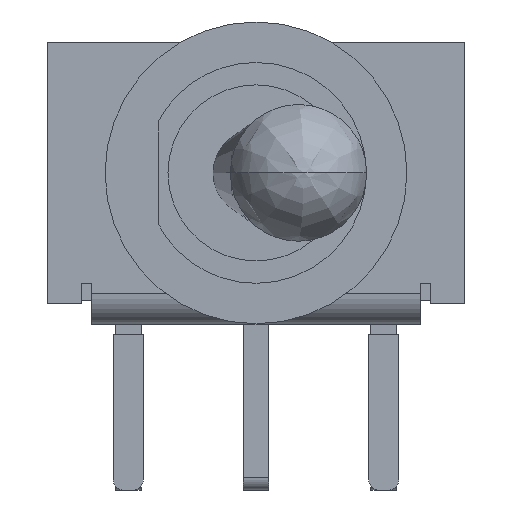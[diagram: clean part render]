
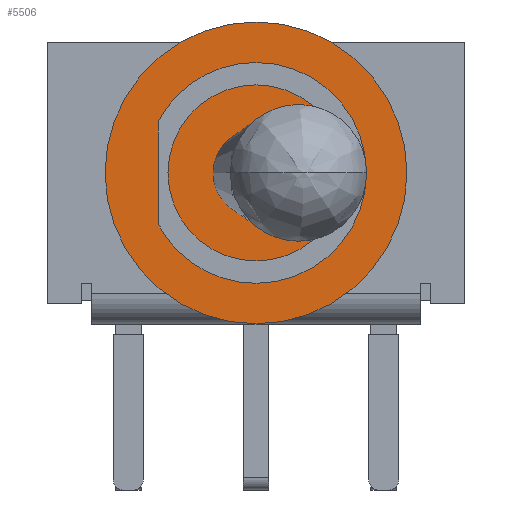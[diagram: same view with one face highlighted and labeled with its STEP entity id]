
A CAD part, front view. The second image highlights one B-rep face of the part: STEP entity #5506.
In plain terms, the highlighted planar face has unit normal (0, -1, 0).
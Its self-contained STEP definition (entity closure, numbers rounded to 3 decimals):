
#582 = CARTESIAN_POINT ( 'NONE',  ( 20.193, -10.303, 7.705 ) ) ;
#2070 = DIRECTION ( 'NONE',  ( 0., 0., -1. ) ) ;
#2843 = DIRECTION ( 'NONE',  ( 0., 0., 1. ) ) ;
#3310 = PLANE ( 'NONE',  #8820 ) ;
#3682 = ORIENTED_EDGE ( 'NONE', *, *, #4656, .T. ) ;
#3715 = CARTESIAN_POINT ( 'NONE',  ( 20.193, -10.303, 4.705 ) ) ;
#4288 = DIRECTION ( 'NONE',  ( 0., -1., 0. ) ) ;
#4597 = EDGE_CURVE ( 'NONE', #7301, #5551, #9110, .T. ) ;
#4656 = EDGE_CURVE ( 'NONE', #5551, #7301, #6401, .T. ) ;
#4658 = ORIENTED_EDGE ( 'NONE', *, *, #4597, .T. ) ;
#5506 = ADVANCED_FACE ( 'NONE', ( #9412 ), #3310, .T. ) ;
#5551 = VERTEX_POINT ( 'NONE', #582 ) ;
#6245 = AXIS2_PLACEMENT_3D ( 'NONE', #6671, #8262, #8057 ) ;
#6401 = CIRCLE ( 'NONE', #7363, 3. ) ;
#6610 = CARTESIAN_POINT ( 'NONE',  ( 20.193, -10.303, 4.705 ) ) ;
#6671 = CARTESIAN_POINT ( 'NONE',  ( 20.193, -10.303, 4.705 ) ) ;
#7301 = VERTEX_POINT ( 'NONE', #7881 ) ;
#7363 = AXIS2_PLACEMENT_3D ( 'NONE', #6610, #4288, #2843 ) ;
#7881 = CARTESIAN_POINT ( 'NONE',  ( 20.193, -10.303, 1.705 ) ) ;
#8057 = DIRECTION ( 'NONE',  ( 0., 0., 1. ) ) ;
#8262 = DIRECTION ( 'NONE',  ( 0., -1., 0. ) ) ;
#8820 = AXIS2_PLACEMENT_3D ( 'NONE', #3715, #8882, #2070 ) ;
#8882 = DIRECTION ( 'NONE',  ( 0., -1., 0. ) ) ;
#9110 = CIRCLE ( 'NONE', #6245, 3. ) ;
#9412 = FACE_OUTER_BOUND ( 'NONE', #9648, .T. ) ;
#9648 = EDGE_LOOP ( 'NONE', ( #4658, #3682 ) ) ;
